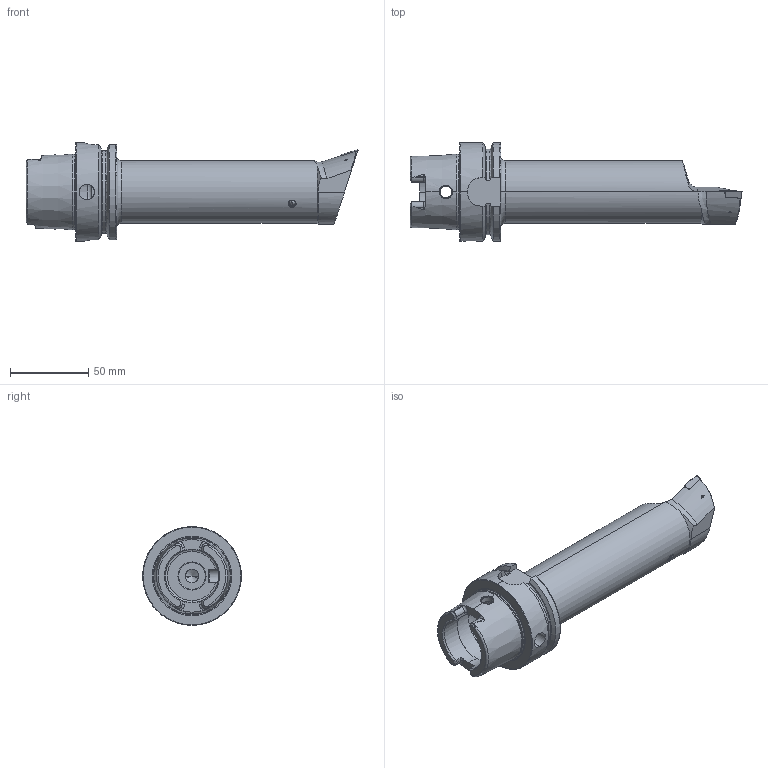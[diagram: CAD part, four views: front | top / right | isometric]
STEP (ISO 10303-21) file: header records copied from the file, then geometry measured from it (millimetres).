
FILE_DESCRIPTION (( 'STEP AP203' ), '1' );
FILE_NAME ('HA6-BDB.LQC.180.STEP', '2012-04-16T05:21:54', ( 'SwiAdmin' ), ( '' ), 'SwSTEP 2.0', 'SolidWorks 2012', '' );
FILE_SCHEMA (( 'CONFIG_CONTROL_DESIGN' ));
Length unit declared in the file: millimetre
Products named in the file (5): HA6-BDB.LQC.180; KVT_MB_600_050; WCB-ER2.001.009_A; DCMT11T304; HA6-BDB.LQC.180_A
Assembly tree (4 placements, depth 2):
  HA6-BDB.LQC.180
    HA6-BDB.LQC.180_A
    DCMT11T304
    WCB-ER2.001.009_A
    KVT_MB_600_050
Bounding box: 211.9 x 63 x 63 mm (x, y, z)
Volume: 243273.6 mm3; surface area: 44640.1 mm2
Topology: 5 solids, 5 shells, 310 faces, 802 edges, 491 vertices
Faces by surface type: cylinder 91, cone 80, plane 76, torus 37, bspline 22, sphere 4
Entity records: 11760 total; most frequent: CARTESIAN_POINT 4120, ORIENTED_EDGE 1570, DIRECTION 1410, EDGE_CURVE 785, AXIS2_PLACEMENT_3D 566, VERTEX_POINT 488, EDGE_LOOP 327, ADVANCED_FACE 310
